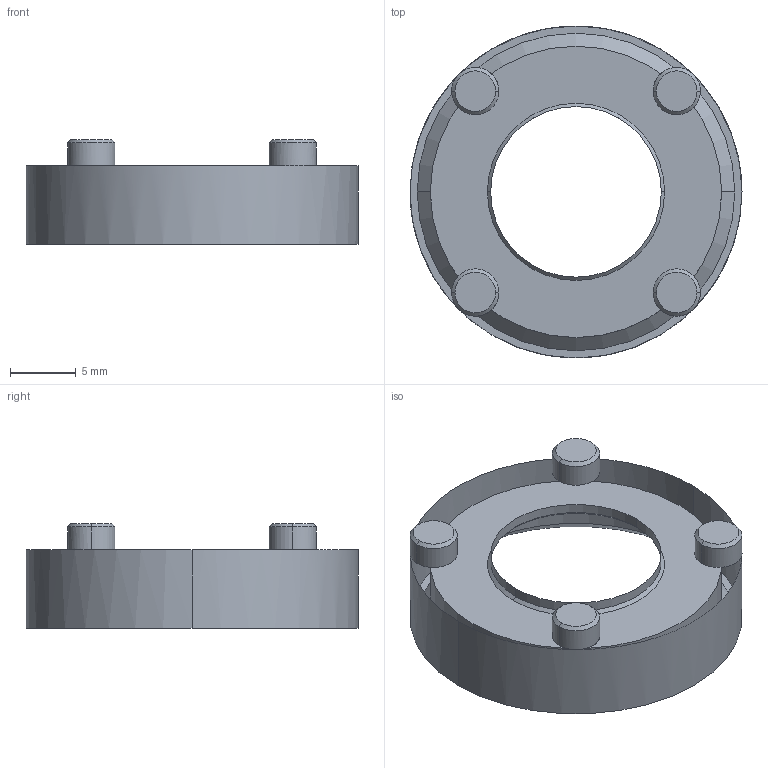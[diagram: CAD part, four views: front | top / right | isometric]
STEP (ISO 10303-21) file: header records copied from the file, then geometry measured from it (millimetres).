
FILE_DESCRIPTION (( 'STEP AP214' ), '1' );
FILE_NAME ('Bearing Plate.STEP', '2024-12-25T02:33:20', ( '' ), ( '' ), 'SwSTEP 2.0', 'SolidWorks 2024', '' );
FILE_SCHEMA (( 'AUTOMOTIVE_DESIGN' ));
Length unit declared in the file: millimetre
Products named in the file (1): Bearing Plate
Bounding box: 25.3 x 25.3 x 8 mm (x, y, z)
Volume: 991.1 mm3; surface area: 1644.5 mm2
Topology: 1 solids, 1 shells, 33 faces, 74 edges, 44 vertices
Faces by surface type: cylinder 14, cone 12, plane 7
Entity records: 955 total; most frequent: DIRECTION 190, CARTESIAN_POINT 152, ORIENTED_EDGE 148, AXIS2_PLACEMENT_3D 82, EDGE_CURVE 74, CIRCLE 48, VERTEX_POINT 44, EDGE_LOOP 36
